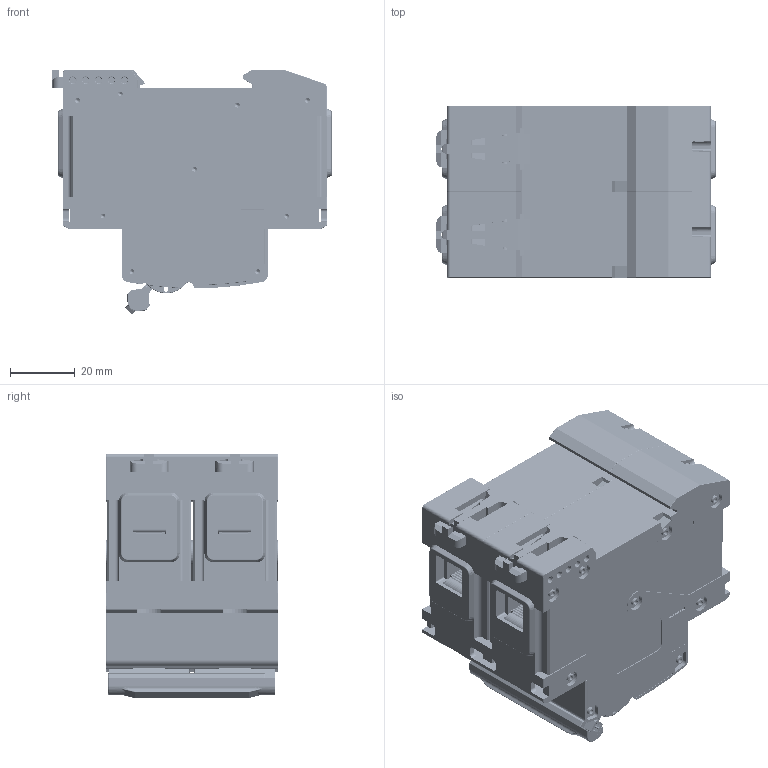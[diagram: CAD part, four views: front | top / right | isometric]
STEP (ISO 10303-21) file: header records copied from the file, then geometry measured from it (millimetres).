
FILE_DESCRIPTION(/* description */ (''),/* implementation_level */ '2;1');
FILE_NAME(/* name */ '',/* time_stamp */ '2023-08-24T16:01:27+08:00',/* author */ (''),/* organization */ (''),/* preprocessor_version */ 'ST-DEVELOPER v14',/* originating_system */ 'SIEMENS PLM Software NX 8.0',/* authorisation */ '');
FILE_SCHEMA (('AP203_CONFIGURATION_CONTROLLED_3D_DESIGN_OF_MECHANICAL_PARTS_AND_ASSEMBLIES_MIM_LF { 1 0 10303 403 2 1 2}'));
Products named in the file (1): sj100CC0C84Cvx8z
Bounding box: 86.25 x 53 x 75.51 mm (x, y, z)
Volume: 99787.9 mm3; surface area: 139807.3 mm2
Topology: 51 solids, 51 shells, 7941 faces, 22234 edges, 14544 vertices
Faces by surface type: plane 5010, cylinder 2017, torus 544, cone 240, sphere 98, bspline 30, extrusion 2
Entity records: 259629 total; most frequent: CARTESIAN_POINT 50650, ORIENTED_EDGE 44300, DIRECTION 43326, EDGE_CURVE 22150, VECTOR 15486, LINE 15484, VERTEX_POINT 14544, AXIS2_PLACEMENT_3D 13920
